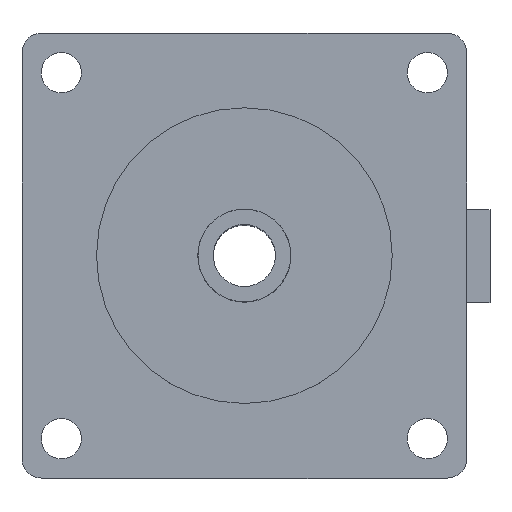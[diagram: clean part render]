
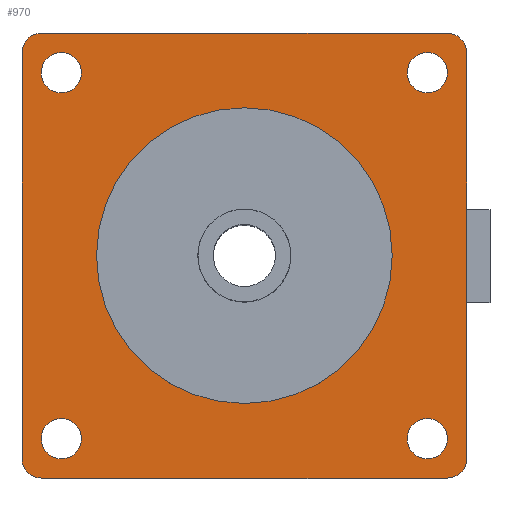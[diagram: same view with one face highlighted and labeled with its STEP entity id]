
A CAD part, top view. The second image highlights one B-rep face of the part: STEP entity #970.
In plain terms, the highlighted planar face has unit normal (0, 0, 1).
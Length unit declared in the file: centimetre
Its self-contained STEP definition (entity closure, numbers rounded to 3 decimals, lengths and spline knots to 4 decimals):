
#138=CIRCLE('',#1042,1.905);
#140=CIRCLE('',#1046,0.25);
#141=CIRCLE('',#1048,0.25);
#142=CIRCLE('',#1050,0.25);
#143=CIRCLE('',#1052,0.25);
#144=CIRCLE('',#1055,0.26);
#145=CIRCLE('',#1057,0.26);
#146=CIRCLE('',#1059,0.26);
#147=CIRCLE('',#1061,0.26);
#187=VERTEX_POINT('',#1347);
#188=VERTEX_POINT('',#1349);
#228=VERTEX_POINT('',#1450);
#229=VERTEX_POINT('',#1452);
#240=VERTEX_POINT('',#1486);
#241=VERTEX_POINT('',#1488);
#252=VERTEX_POINT('',#1532);
#254=VERTEX_POINT('',#1538);
#255=VERTEX_POINT('',#1546);
#256=VERTEX_POINT('',#1552);
#257=VERTEX_POINT('',#1555);
#258=VERTEX_POINT('',#1558);
#259=VERTEX_POINT('',#1561);
#279=VECTOR('',#1092,1.);
#312=VECTOR('',#1177,1.);
#325=VECTOR('',#1209,1.);
#338=VECTOR('',#1282,1.);
#354=LINE('',#1348,#279);
#387=LINE('',#1451,#312);
#400=LINE('',#1487,#325);
#413=LINE('',#1549,#338);
#429=EDGE_CURVE('',#187,#188,#354,.T.);
#481=EDGE_CURVE('',#228,#229,#387,.T.);
#499=EDGE_CURVE('',#240,#241,#400,.T.);
#521=EDGE_CURVE('',#252,#252,#138,.T.);
#524=EDGE_CURVE('',#254,#228,#140,.T.);
#525=EDGE_CURVE('',#229,#187,#141,.T.);
#526=EDGE_CURVE('',#188,#240,#142,.T.);
#527=EDGE_CURVE('',#241,#255,#143,.T.);
#529=EDGE_CURVE('',#255,#254,#413,.T.);
#530=EDGE_CURVE('',#256,#256,#144,.T.);
#531=EDGE_CURVE('',#257,#257,#145,.T.);
#532=EDGE_CURVE('',#258,#258,#146,.T.);
#533=EDGE_CURVE('',#259,#259,#147,.T.);
#765=ORIENTED_EDGE('',*,*,#521,.T.);
#766=ORIENTED_EDGE('',*,*,#533,.F.);
#767=ORIENTED_EDGE('',*,*,#532,.F.);
#768=ORIENTED_EDGE('',*,*,#531,.F.);
#769=ORIENTED_EDGE('',*,*,#530,.F.);
#770=ORIENTED_EDGE('',*,*,#524,.F.);
#771=ORIENTED_EDGE('',*,*,#529,.F.);
#772=ORIENTED_EDGE('',*,*,#527,.F.);
#773=ORIENTED_EDGE('',*,*,#499,.F.);
#774=ORIENTED_EDGE('',*,*,#526,.F.);
#775=ORIENTED_EDGE('',*,*,#429,.F.);
#776=ORIENTED_EDGE('',*,*,#525,.F.);
#777=ORIENTED_EDGE('',*,*,#481,.F.);
#842=EDGE_LOOP('',(#765));
#843=EDGE_LOOP('',(#766));
#844=EDGE_LOOP('',(#767));
#845=EDGE_LOOP('',(#768));
#846=EDGE_LOOP('',(#769));
#847=EDGE_LOOP('',(#770,#771,#772,#773,#774,#775,#776,#777));
#912=FACE_BOUND('',#842,.T.);
#913=FACE_BOUND('',#843,.T.);
#914=FACE_BOUND('',#844,.T.);
#915=FACE_BOUND('',#845,.T.);
#916=FACE_BOUND('',#846,.T.);
#917=FACE_BOUND('',#847,.T.);
#970=ADVANCED_FACE('',(#912,#913,#914,#915,#916,#917),#1598,.T.);
#1042=AXIS2_PLACEMENT_3D('',#1531,#1258,#1259);
#1046=AXIS2_PLACEMENT_3D('',#1539,#1266,#1267);
#1048=AXIS2_PLACEMENT_3D('',#1541,#1270,#1271);
#1050=AXIS2_PLACEMENT_3D('',#1543,#1274,#1275);
#1052=AXIS2_PLACEMENT_3D('',#1545,#1278,#1279);
#1055=AXIS2_PLACEMENT_3D('',#1551,#1285,#1286);
#1057=AXIS2_PLACEMENT_3D('',#1554,#1289,#1290);
#1059=AXIS2_PLACEMENT_3D('',#1557,#1293,#1294);
#1061=AXIS2_PLACEMENT_3D('',#1560,#1297,#1298);
#1063=AXIS2_PLACEMENT_3D('',#1563,#1301,$);
#1092=DIRECTION('',(0.,-1.,0.));
#1177=DIRECTION('',(1.,0.,0.));
#1209=DIRECTION('',(-1.,0.,0.));
#1258=DIRECTION('',(0.,0.,-1.));
#1259=DIRECTION('',(1.905,0.,0.));
#1266=DIRECTION('',(0.,0.,-1.));
#1267=DIRECTION('',(0.25,0.,0.));
#1270=DIRECTION('',(0.,0.,-1.));
#1271=DIRECTION('',(0.25,0.,0.));
#1274=DIRECTION('',(0.,0.,-1.));
#1275=DIRECTION('',(0.25,0.,0.));
#1278=DIRECTION('',(0.,0.,-1.));
#1279=DIRECTION('',(0.25,0.,0.));
#1282=DIRECTION('',(0.,1.,0.));
#1285=DIRECTION('',(0.,0.,1.));
#1286=DIRECTION('',(0.26,0.,0.));
#1289=DIRECTION('',(0.,0.,1.));
#1290=DIRECTION('',(0.26,0.,0.));
#1293=DIRECTION('',(0.,0.,1.));
#1294=DIRECTION('',(0.26,0.,0.));
#1297=DIRECTION('',(0.,0.,1.));
#1298=DIRECTION('',(0.26,0.,0.));
#1301=DIRECTION('',(0.,0.,1.));
#1347=CARTESIAN_POINT('',(2.865,2.615,4.95));
#1348=CARTESIAN_POINT('',(2.865,-2.615,4.95));
#1349=CARTESIAN_POINT('',(2.865,-2.615,4.95));
#1450=CARTESIAN_POINT('',(-2.615,2.865,4.95));
#1451=CARTESIAN_POINT('',(2.615,2.865,4.95));
#1452=CARTESIAN_POINT('',(2.615,2.865,4.95));
#1486=CARTESIAN_POINT('',(2.615,-2.865,4.95));
#1487=CARTESIAN_POINT('',(-2.615,-2.865,4.95));
#1488=CARTESIAN_POINT('',(-2.615,-2.865,4.95));
#1531=CARTESIAN_POINT('',(0.,0.,4.95));
#1532=CARTESIAN_POINT('',(1.905,0.,4.95));
#1538=CARTESIAN_POINT('',(-2.865,2.615,4.95));
#1539=CARTESIAN_POINT('',(-2.615,2.615,4.95));
#1541=CARTESIAN_POINT('',(2.615,2.615,4.95));
#1543=CARTESIAN_POINT('',(2.615,-2.615,4.95));
#1545=CARTESIAN_POINT('',(-2.615,-2.615,4.95));
#1546=CARTESIAN_POINT('',(-2.865,-2.615,4.95));
#1549=CARTESIAN_POINT('',(-2.865,2.615,4.95));
#1551=CARTESIAN_POINT('',(-2.357,-2.357,4.95));
#1552=CARTESIAN_POINT('',(-2.097,-2.357,4.95));
#1554=CARTESIAN_POINT('',(-2.357,2.357,4.95));
#1555=CARTESIAN_POINT('',(-2.097,2.357,4.95));
#1557=CARTESIAN_POINT('',(2.357,-2.357,4.95));
#1558=CARTESIAN_POINT('',(2.617,-2.357,4.95));
#1560=CARTESIAN_POINT('',(2.357,2.357,4.95));
#1561=CARTESIAN_POINT('',(2.617,2.357,4.95));
#1563=CARTESIAN_POINT('',(0.,0.,4.95));
#1598=PLANE('',#1063);
